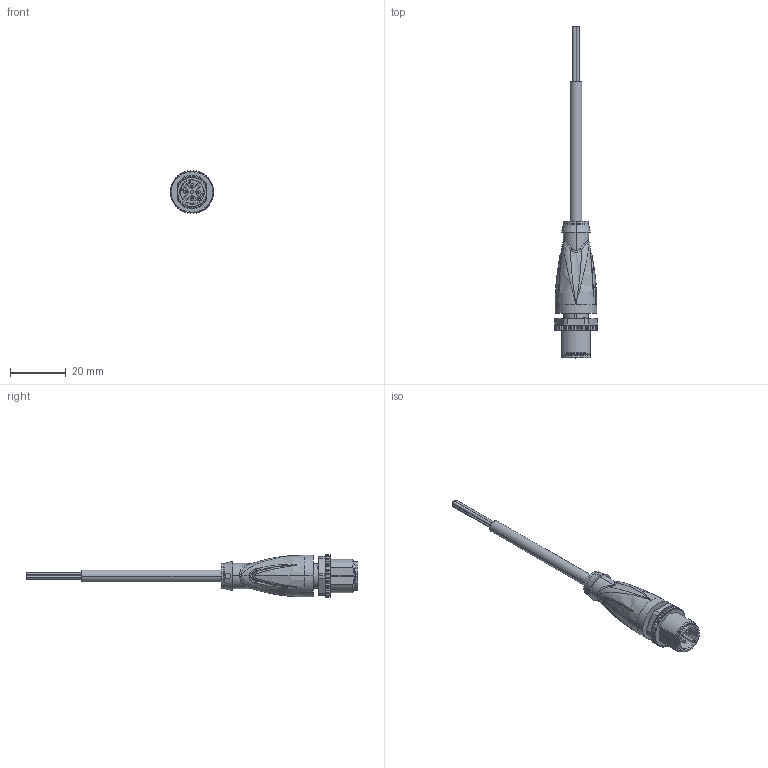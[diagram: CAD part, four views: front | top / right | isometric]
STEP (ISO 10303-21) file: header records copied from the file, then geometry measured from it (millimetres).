
FILE_DESCRIPTION(('STEP AP214'),'1');
FILE_NAME('cctmp_C8A45525-0BA2-4D23-A9DE-F7CE46BCCAF8_2021_09_13_16_30_10_0978..stp','2021-09-13T14:30:15',('KiM GmbH'),('CADClick - www.CADClick.com'),'Spatial InterOp 3D postprocessed',' ','unknown authorization');
FILE_SCHEMA(('AUTOMOTIVE_DESIGN'));
Length unit declared in the file: millimetre
Products named in the file (5): cc_unnamed; Connection2; Cable; Connection1_1; Connection1
Assembly tree (4 placements, depth 2):
  cc_unnamed
    Connection2
    Cable
    Connection1_1
    Connection1
Bounding box: 15.4 x 119.1 x 15.37 mm (x, y, z)
Volume: 5781.8 mm3; surface area: 5997 mm2
Topology: 8 solids, 8 shells, 1241 faces, 3270 edges, 2052 vertices
Faces by surface type: plane 531, cylinder 347, torus 181, cone 90, bspline 76, sphere 16
Entity records: 81698 total; most frequent: CARTESIAN_POINT 42807, ORIENTED_EDGE 6468, DIRECTION 6192, EDGE_CURVE 3234, STYLED_ITEM 2463, PRESENTATION_STYLE_ASSIGNMENT 2463, AXIS2_PLACEMENT_3D 2288, VERTEX_POINT 2052
